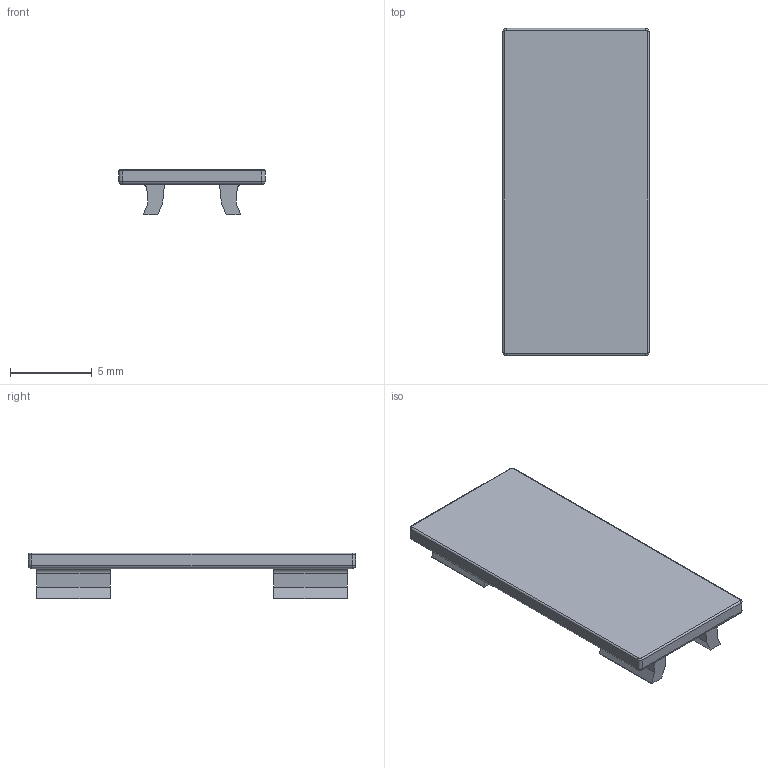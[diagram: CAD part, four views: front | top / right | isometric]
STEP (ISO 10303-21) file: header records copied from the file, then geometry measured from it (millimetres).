
FILE_DESCRIPTION(/* description */ (''),/* implementation_level */ '2;1');
FILE_NAME(/* name */ 'Bezeichnungsschild_M12_Verteiler.stp',/* time_stamp */ '2018-09-06T12:35:26+02:00',/* author */ (''),/* organization */ (''),/* preprocessor_version */ 'ST-DEVELOPER v16',/* originating_system */ 'SIEMENS PLM Software NX 10.0',/* authorisation */ '');
FILE_SCHEMA (('AUTOMOTIVE_DESIGN { 1 0 10303 214 3 1 1 1 }'));
Length unit declared in the file: millimetre
Products named in the file (1): Bezeichnungsschild_M12_Verteiler
Bounding box: 8.95 x 20 x 2.8 mm (x, y, z)
Volume: 201.6 mm3; surface area: 481.9 mm2
Topology: 1 solids, 1 shells, 66 faces, 164 edges, 100 vertices
Faces by surface type: plane 34, cylinder 24, sphere 4, torus 3, bspline 1
Entity records: 1951 total; most frequent: DIRECTION 344, CARTESIAN_POINT 342, ORIENTED_EDGE 320, EDGE_CURVE 160, AXIS2_PLACEMENT_3D 118, LINE 108, VECTOR 108, VERTEX_POINT 100
